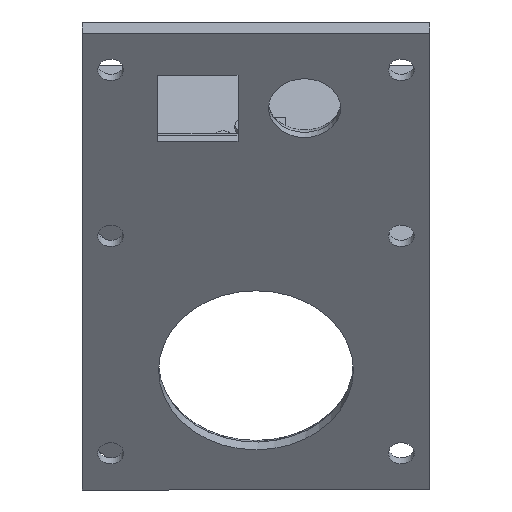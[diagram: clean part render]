
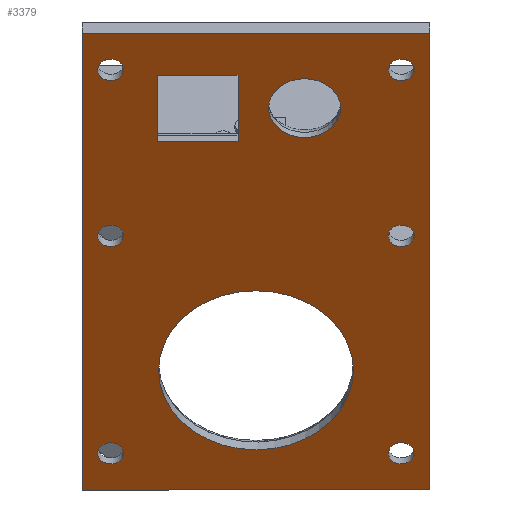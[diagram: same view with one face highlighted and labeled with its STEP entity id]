
A CAD part, isometric view. The second image highlights one B-rep face of the part: STEP entity #3379.
In plain terms, the highlighted planar face has unit normal (-0.707, -0.707, 0).
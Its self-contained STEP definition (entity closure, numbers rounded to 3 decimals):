
#149=CIRCLE('',#3408,10.828);
#158=CIRCLE('',#3420,4.);
#232=CIRCLE('',#3654,1.45);
#233=CIRCLE('',#3656,1.45);
#234=CIRCLE('',#3658,1.45);
#236=CIRCLE('',#3662,1.45);
#238=CIRCLE('',#3666,1.45);
#239=CIRCLE('',#3668,1.45);
#257=FACE_BOUND('',#780,.T.);
#258=FACE_BOUND('',#781,.T.);
#259=FACE_BOUND('',#782,.T.);
#260=FACE_BOUND('',#783,.T.);
#261=FACE_BOUND('',#784,.T.);
#262=FACE_BOUND('',#785,.T.);
#263=FACE_BOUND('',#786,.T.);
#264=FACE_BOUND('',#787,.T.);
#265=FACE_BOUND('',#788,.T.);
#583=FACE_OUTER_BOUND('',#779,.T.);
#779=EDGE_LOOP('',(#3118,#3119,#3120,#3121));
#780=EDGE_LOOP('',(#3122));
#781=EDGE_LOOP('',(#3123));
#782=EDGE_LOOP('',(#3124));
#783=EDGE_LOOP('',(#3125));
#784=EDGE_LOOP('',(#3126));
#785=EDGE_LOOP('',(#3127));
#786=EDGE_LOOP('',(#3128));
#787=EDGE_LOOP('',(#3129,#3130,#3131,#3132));
#788=EDGE_LOOP('',(#3133));
#896=LINE('',#5638,#1162);
#899=LINE('',#5643,#1165);
#943=LINE('',#5830,#1209);
#953=LINE('',#5857,#1219);
#1017=LINE('',#6272,#1283);
#1043=LINE('',#6340,#1309);
#1052=LINE('',#6377,#1318);
#1054=LINE('',#6380,#1320);
#1162=VECTOR('',#3879,10.);
#1165=VECTOR('',#3884,10.);
#1209=VECTOR('',#4052,10.);
#1219=VECTOR('',#4072,10.);
#1283=VECTOR('',#4392,10.);
#1309=VECTOR('',#4472,10.);
#1318=VECTOR('',#4519,10.);
#1320=VECTOR('',#4523,10.);
#1444=VERTEX_POINT('',#5574);
#1462=VERTEX_POINT('',#5615);
#1467=VERTEX_POINT('',#5635);
#1468=VERTEX_POINT('',#5637);
#1469=VERTEX_POINT('',#5641);
#1527=VERTEX_POINT('',#5827);
#1528=VERTEX_POINT('',#5829);
#1540=VERTEX_POINT('',#5855);
#1609=VERTEX_POINT('',#6270);
#1625=VERTEX_POINT('',#6342);
#1626=VERTEX_POINT('',#6346);
#1627=VERTEX_POINT('',#6350);
#1629=VERTEX_POINT('',#6358);
#1631=VERTEX_POINT('',#6366);
#1632=VERTEX_POINT('',#6370);
#1633=VERTEX_POINT('',#6376);
#1811=EDGE_CURVE('',#1444,#1444,#149,.T.);
#1831=EDGE_CURVE('',#1462,#1462,#158,.T.);
#1842=EDGE_CURVE('',#1468,#1467,#896,.T.);
#1845=EDGE_CURVE('',#1467,#1469,#899,.T.);
#1929=EDGE_CURVE('',#1528,#1527,#943,.T.);
#1943=EDGE_CURVE('',#1527,#1540,#953,.T.);
#2084=EDGE_CURVE('',#1540,#1609,#1017,.T.);
#2114=EDGE_CURVE('',#1609,#1528,#1043,.T.);
#2116=EDGE_CURVE('',#1625,#1625,#232,.T.);
#2118=EDGE_CURVE('',#1626,#1626,#233,.T.);
#2120=EDGE_CURVE('',#1627,#1627,#234,.T.);
#2124=EDGE_CURVE('',#1629,#1629,#236,.T.);
#2128=EDGE_CURVE('',#1631,#1631,#238,.T.);
#2130=EDGE_CURVE('',#1632,#1632,#239,.T.);
#2131=EDGE_CURVE('',#1633,#1468,#1052,.T.);
#2133=EDGE_CURVE('',#1469,#1633,#1054,.T.);
#3118=ORIENTED_EDGE('',*,*,#2084,.T.);
#3119=ORIENTED_EDGE('',*,*,#2114,.T.);
#3120=ORIENTED_EDGE('',*,*,#1929,.T.);
#3121=ORIENTED_EDGE('',*,*,#1943,.T.);
#3122=ORIENTED_EDGE('',*,*,#2116,.T.);
#3123=ORIENTED_EDGE('',*,*,#2118,.T.);
#3124=ORIENTED_EDGE('',*,*,#2120,.T.);
#3125=ORIENTED_EDGE('',*,*,#2124,.T.);
#3126=ORIENTED_EDGE('',*,*,#2128,.T.);
#3127=ORIENTED_EDGE('',*,*,#2130,.T.);
#3128=ORIENTED_EDGE('',*,*,#1831,.T.);
#3129=ORIENTED_EDGE('',*,*,#1845,.T.);
#3130=ORIENTED_EDGE('',*,*,#2133,.T.);
#3131=ORIENTED_EDGE('',*,*,#2131,.T.);
#3132=ORIENTED_EDGE('',*,*,#1842,.T.);
#3133=ORIENTED_EDGE('',*,*,#1811,.T.);
#3191=PLANE('',#3673);
#3379=ADVANCED_FACE('',(#583,#257,#258,#259,#260,#261,#262,#263,#264,#265),
#3191,.T.);
#3408=AXIS2_PLACEMENT_3D('',#5575,#3818,#3819);
#3420=AXIS2_PLACEMENT_3D('',#5616,#3853,#3854);
#3654=AXIS2_PLACEMENT_3D('',#6344,#4476,#4477);
#3656=AXIS2_PLACEMENT_3D('',#6348,#4481,#4482);
#3658=AXIS2_PLACEMENT_3D('',#6352,#4486,#4487);
#3662=AXIS2_PLACEMENT_3D('',#6360,#4496,#4497);
#3666=AXIS2_PLACEMENT_3D('',#6368,#4506,#4507);
#3668=AXIS2_PLACEMENT_3D('',#6372,#4511,#4512);
#3673=AXIS2_PLACEMENT_3D('',#6381,#4524,#4525);
#3818=DIRECTION('center_axis',(0.707,0.707,0.));
#3819=DIRECTION('ref_axis',(-0.707,0.707,0.));
#3853=DIRECTION('center_axis',(0.707,0.707,0.));
#3854=DIRECTION('ref_axis',(-0.707,0.707,0.));
#3879=DIRECTION('',(0.,0.,1.));
#3884=DIRECTION('',(0.707,-0.707,0.));
#4052=DIRECTION('',(0.707,-0.707,0.));
#4072=DIRECTION('',(0.,0.,1.));
#4392=DIRECTION('',(-0.707,0.707,0.));
#4472=DIRECTION('',(0.,0.,-1.));
#4476=DIRECTION('center_axis',(0.707,0.707,0.));
#4477=DIRECTION('ref_axis',(0.,0.,1.));
#4481=DIRECTION('center_axis',(0.707,0.707,0.));
#4482=DIRECTION('ref_axis',(0.,0.,1.));
#4486=DIRECTION('center_axis',(0.707,0.707,0.));
#4487=DIRECTION('ref_axis',(0.,0.,1.));
#4496=DIRECTION('center_axis',(0.707,0.707,0.));
#4497=DIRECTION('ref_axis',(0.,0.,1.));
#4506=DIRECTION('center_axis',(0.707,0.707,0.));
#4507=DIRECTION('ref_axis',(0.,0.,1.));
#4511=DIRECTION('center_axis',(0.707,0.707,0.));
#4512=DIRECTION('ref_axis',(0.,0.,1.));
#4519=DIRECTION('',(-0.707,0.707,0.));
#4523=DIRECTION('',(0.,0.,-1.));
#4524=DIRECTION('center_axis',(-0.707,-0.707,0.));
#4525=DIRECTION('ref_axis',(0.,0.,1.));
#5574=CARTESIAN_POINT('',(-5.637,-20.95,16.3));
#5575=CARTESIAN_POINT('Origin',(-13.294,-13.294,16.3));
#5615=CARTESIAN_POINT('',(-6.647,-19.94,52.));
#5616=CARTESIAN_POINT('Origin',(-9.475,-17.112,52.));
#5635=CARTESIAN_POINT('',(-21.072,-5.515,56.5));
#5637=CARTESIAN_POINT('',(-21.072,-5.515,47.5));
#5638=CARTESIAN_POINT('',(-21.072,-5.515,39.3));
#5641=CARTESIAN_POINT('',(-14.708,-11.879,56.5));
#5643=CARTESIAN_POINT('',(-17.183,-9.405,56.5));
#5827=CARTESIAN_POINT('',(0.354,-26.941,0.));
#5829=CARTESIAN_POINT('',(-26.941,0.354,0.));
#5830=CARTESIAN_POINT('',(-6.47,-20.117,0.));
#5855=CARTESIAN_POINT('',(0.354,-26.941,62.2));
#5857=CARTESIAN_POINT('',(0.354,-26.941,46.65));
#6270=CARTESIAN_POINT('',(-26.941,0.354,62.2));
#6272=CARTESIAN_POINT('',(-20.117,-6.47,62.2));
#6340=CARTESIAN_POINT('',(-26.941,0.354,15.55));
#6342=CARTESIAN_POINT('',(-1.874,-24.713,33.15));
#6344=CARTESIAN_POINT('Origin',(-1.874,-24.713,34.6));
#6346=CARTESIAN_POINT('',(-24.713,-1.874,33.15));
#6348=CARTESIAN_POINT('Origin',(-24.713,-1.874,34.6));
#6350=CARTESIAN_POINT('',(-24.713,-1.874,55.75));
#6352=CARTESIAN_POINT('Origin',(-24.713,-1.874,57.2));
#6358=CARTESIAN_POINT('',(-1.874,-24.713,55.75));
#6360=CARTESIAN_POINT('Origin',(-1.874,-24.713,57.2));
#6366=CARTESIAN_POINT('',(-24.713,-1.874,3.55));
#6368=CARTESIAN_POINT('Origin',(-24.713,-1.874,5.));
#6370=CARTESIAN_POINT('',(-1.874,-24.713,3.55));
#6372=CARTESIAN_POINT('Origin',(-1.874,-24.713,5.));
#6376=CARTESIAN_POINT('',(-14.708,-11.879,47.5));
#6377=CARTESIAN_POINT('',(-14.001,-12.587,47.5));
#6380=CARTESIAN_POINT('',(-14.708,-11.879,43.8));
#6381=CARTESIAN_POINT('Origin',(-13.294,-13.294,31.1));
